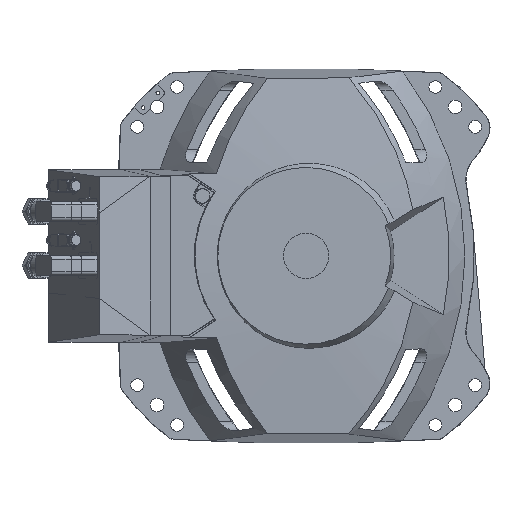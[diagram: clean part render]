
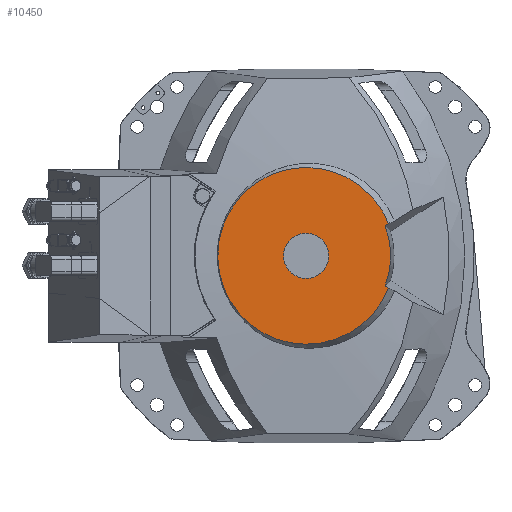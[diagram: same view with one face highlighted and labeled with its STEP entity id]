
A CAD part, top view. The second image highlights one B-rep face of the part: STEP entity #10450.
In plain terms, the highlighted planar face has unit normal (0, 0, 1).
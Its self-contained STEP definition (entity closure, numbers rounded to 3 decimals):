
#365=FACE_BOUND('',#1814,.T.);
#681=CIRCLE('',#11386,187.139);
#683=CIRCLE('',#11406,50.);
#1151=FACE_OUTER_BOUND('',#1813,.T.);
#1813=EDGE_LOOP('',(#8284,#8285,#8286,#8287));
#1814=EDGE_LOOP('',(#8288));
#2239=B_SPLINE_CURVE_WITH_KNOTS('',3,(#17862,#17863,#17864,#17865,#17866,
#17867,#17868,#17869,#17870,#17871,#17872,#17873,#17874,#17875,#17876,#17877,
#17878,#17879,#17880,#17881,#17882,#17883,#17884,#17885,#17886,#17887,#17888,
#17889,#17890,#17891,#17892,#17893,#17894),.UNSPECIFIED.,.F.,.F.,(4,1,1,
1,1,1,1,1,1,1,1,1,1,1,1,1,1,1,1,1,1,1,1,1,1,1,1,1,1,1,4),(0.06,
0.063,0.094,0.125,0.156,
0.188,0.219,0.25,0.281,
0.313,0.344,0.375,0.406,
0.438,0.469,0.5,0.531,
0.563,0.594,0.625,0.656,
0.688,0.719,0.75,0.781,
0.813,0.844,0.875,0.906,
0.938,0.94),.UNSPECIFIED.);
#2787=LINE('',#19461,#3522);
#2789=LINE('',#19472,#3524);
#3522=VECTOR('',#13571,8.891);
#3524=VECTOR('',#13585,8.891);
#4399=VERTEX_POINT('',#17859);
#4400=VERTEX_POINT('',#17861);
#4519=VERTEX_POINT('',#19460);
#4521=VERTEX_POINT('',#19466);
#4523=VERTEX_POINT('',#19490);
#5556=EDGE_CURVE('',#4399,#4400,#2239,.T.);
#5823=EDGE_CURVE('',#4519,#4400,#2787,.F.);
#5826=EDGE_CURVE('',#4521,#4519,#681,.F.);
#5829=EDGE_CURVE('',#4399,#4521,#2789,.F.);
#5831=EDGE_CURVE('',#4523,#4523,#683,.T.);
#8284=ORIENTED_EDGE('',*,*,#5829,.T.);
#8285=ORIENTED_EDGE('',*,*,#5826,.T.);
#8286=ORIENTED_EDGE('',*,*,#5823,.T.);
#8287=ORIENTED_EDGE('',*,*,#5556,.F.);
#8288=ORIENTED_EDGE('',*,*,#5831,.T.);
#9352=PLANE('',#11405);
#10450=ADVANCED_FACE('',(#1151,#365),#9352,.F.);
#11386=AXIS2_PLACEMENT_3D('',#19467,#13577,#13578);
#11405=AXIS2_PLACEMENT_3D('',#19489,#13617,#13618);
#11406=AXIS2_PLACEMENT_3D('',#19491,#13619,#13620);
#13571=DIRECTION('',(-0.839,-0.545,0.));
#13577=DIRECTION('center_axis',(0.,0.,-1.));
#13578=DIRECTION('ref_axis',(-1.,0.,0.));
#13585=DIRECTION('',(0.839,-0.545,0.));
#13617=DIRECTION('center_axis',(0.,0.,-1.));
#13618=DIRECTION('ref_axis',(-1.,0.,0.));
#13619=DIRECTION('center_axis',(0.,0.,-1.));
#13620=DIRECTION('ref_axis',(-1.,0.,0.));
#17859=CARTESIAN_POINT('',(182.119,-72.028,225.6));
#17861=CARTESIAN_POINT('',(182.119,72.028,225.6));
#17862=CARTESIAN_POINT('Ctrl Pts',(182.119,-72.028,225.6));
#17863=CARTESIAN_POINT('Ctrl Pts',(181.734,-73.002,225.6));
#17864=CARTESIAN_POINT('Ctrl Pts',(176.529,-85.854,225.6));
#17865=CARTESIAN_POINT('Ctrl Pts',(163.886,-109.5,225.6));
#17866=CARTESIAN_POINT('Ctrl Pts',(139.37,-139.37,225.6));
#17867=CARTESIAN_POINT('Ctrl Pts',(109.5,-163.886,225.6));
#17868=CARTESIAN_POINT('Ctrl Pts',(75.423,-182.106,225.6));
#17869=CARTESIAN_POINT('Ctrl Pts',(38.45,-193.328,225.6));
#17870=CARTESIAN_POINT('Ctrl Pts',(0.,-197.118,
225.6));
#17871=CARTESIAN_POINT('Ctrl Pts',(-38.45,-193.328,
225.6));
#17872=CARTESIAN_POINT('Ctrl Pts',(-75.423,-182.106,
225.6));
#17873=CARTESIAN_POINT('Ctrl Pts',(-109.5,-163.886,
225.6));
#17874=CARTESIAN_POINT('Ctrl Pts',(-139.37,-139.37,
225.6));
#17875=CARTESIAN_POINT('Ctrl Pts',(-163.886,-109.5,225.6));
#17876=CARTESIAN_POINT('Ctrl Pts',(-182.106,-75.423,
225.6));
#17877=CARTESIAN_POINT('Ctrl Pts',(-193.328,-38.45,
225.6));
#17878=CARTESIAN_POINT('Ctrl Pts',(-197.118,0.,
225.6));
#17879=CARTESIAN_POINT('Ctrl Pts',(-193.328,38.45,225.6));
#17880=CARTESIAN_POINT('Ctrl Pts',(-182.106,75.423,225.6));
#17881=CARTESIAN_POINT('Ctrl Pts',(-163.886,109.5,225.6));
#17882=CARTESIAN_POINT('Ctrl Pts',(-139.37,139.37,225.6));
#17883=CARTESIAN_POINT('Ctrl Pts',(-109.5,163.886,225.6));
#17884=CARTESIAN_POINT('Ctrl Pts',(-75.423,182.106,225.6));
#17885=CARTESIAN_POINT('Ctrl Pts',(-38.45,193.328,225.6));
#17886=CARTESIAN_POINT('Ctrl Pts',(0.,197.118,
225.6));
#17887=CARTESIAN_POINT('Ctrl Pts',(38.45,193.328,225.6));
#17888=CARTESIAN_POINT('Ctrl Pts',(75.423,182.106,225.6));
#17889=CARTESIAN_POINT('Ctrl Pts',(109.5,163.886,225.6));
#17890=CARTESIAN_POINT('Ctrl Pts',(139.37,139.37,225.6));
#17891=CARTESIAN_POINT('Ctrl Pts',(163.886,109.5,225.6));
#17892=CARTESIAN_POINT('Ctrl Pts',(176.529,85.854,225.6));
#17893=CARTESIAN_POINT('Ctrl Pts',(181.734,73.002,225.6));
#17894=CARTESIAN_POINT('Ctrl Pts',(182.119,72.028,225.6));
#19460=CARTESIAN_POINT('',(174.663,67.186,225.6));
#19461=CARTESIAN_POINT('',(182.119,72.028,225.6));
#19466=CARTESIAN_POINT('',(174.663,-67.186,225.6));
#19467=CARTESIAN_POINT('Origin',(0.,0.,225.6));
#19472=CARTESIAN_POINT('',(174.663,-67.186,225.6));
#19489=CARTESIAN_POINT('Origin',(0.,212.,225.6));
#19490=CARTESIAN_POINT('',(-50.,0.,225.6));
#19491=CARTESIAN_POINT('Origin',(0.,0.,225.6));
